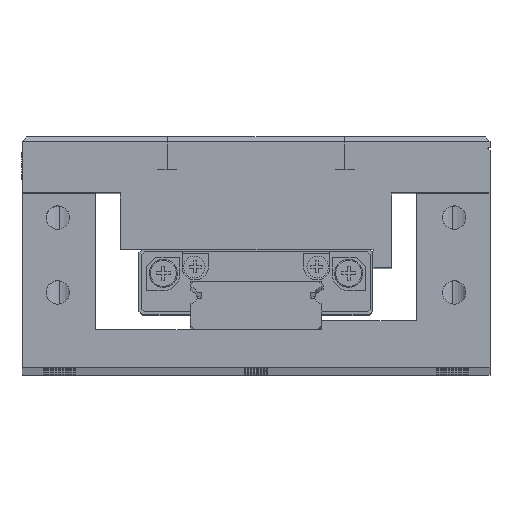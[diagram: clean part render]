
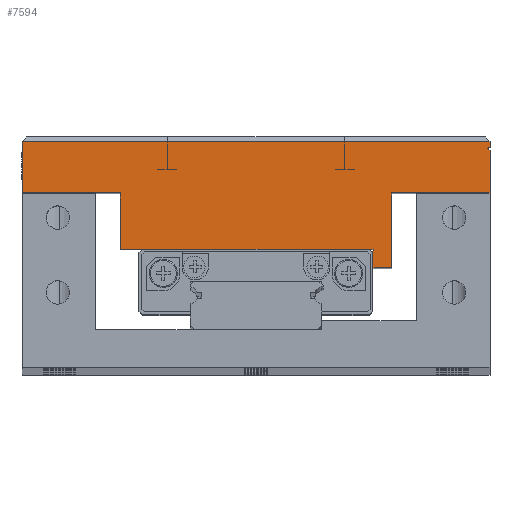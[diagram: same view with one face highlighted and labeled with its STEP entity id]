
A CAD part, top view. The second image highlights one B-rep face of the part: STEP entity #7594.
In plain terms, the highlighted face is planar.
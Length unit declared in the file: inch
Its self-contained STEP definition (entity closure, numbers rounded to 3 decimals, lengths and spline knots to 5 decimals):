
#146 = VECTOR ( 'NONE', #21161, 39.37008 ) ;
#276 = EDGE_CURVE ( 'NONE', #27020, #7958, #27870, .T. ) ;
#613 = CARTESIAN_POINT ( 'NONE',  ( -0.97441, 0.93504, -1.01083 ) ) ;
#1042 = ORIENTED_EDGE ( 'NONE', *, *, #23356, .T. ) ;
#1222 = CARTESIAN_POINT ( 'NONE',  ( -1.24016, 0.51181, -1.01083 ) ) ;
#1646 = CARTESIAN_POINT ( 'NONE',  ( 0.98425, 0.01969, -1.01083 ) ) ;
#1850 = EDGE_CURVE ( 'NONE', #10894, #19146, #14653, .T. ) ;
#2106 = VECTOR ( 'NONE', #31885, 39.37008 ) ;
#2844 = DIRECTION ( 'NONE',  ( -1., 0., 0. ) ) ;
#3185 = CARTESIAN_POINT ( 'NONE',  ( 0.57087, 0.74803, -1.01083 ) ) ;
#3193 = LINE ( 'NONE', #21596, #6250 ) ;
#3246 = ORIENTED_EDGE ( 'NONE', *, *, #17419, .F. ) ;
#3662 = CARTESIAN_POINT ( 'NONE',  ( -0.98425, 0.98425, -1.01083 ) ) ;
#4048 = CARTESIAN_POINT ( 'NONE',  ( -0.57087, 0.74803, -1.01083 ) ) ;
#4064 = DIRECTION ( 'NONE',  ( 0.707, 0.707, 0. ) ) ;
#4406 = VERTEX_POINT ( 'NONE', #17477 ) ;
#5552 = EDGE_LOOP ( 'NONE', ( #7016, #17264, #21249, #11554, #25065, #8312, #33325, #5634, #1042, #23343, #24798, #20567, #31279, #3246, #14903, #17696 ) ) ;
#5634 = ORIENTED_EDGE ( 'NONE', *, *, #33488, .T. ) ;
#6209 = DIRECTION ( 'NONE',  ( 0., -1., 0. ) ) ;
#6250 = VECTOR ( 'NONE', #2844, 39.37008 ) ;
#6353 = EDGE_CURVE ( 'NONE', #27020, #4406, #20394, .T. ) ;
#6502 = VECTOR ( 'NONE', #32019, 39.37008 ) ;
#6611 = VERTEX_POINT ( 'NONE', #24188 ) ;
#6849 = LINE ( 'NONE', #9629, #33974 ) ;
#7016 = ORIENTED_EDGE ( 'NONE', *, *, #16799, .T. ) ;
#7522 = CARTESIAN_POINT ( 'NONE',  ( -1.24016, 0.98425, -1.01083 ) ) ;
#7590 = LINE ( 'NONE', #33823, #19298 ) ;
#7594 = ADVANCED_FACE ( 'NONE', ( #17795 ), #12066, .T. ) ;
#7680 = EDGE_CURVE ( 'NONE', #9443, #20837, #6849, .T. ) ;
#7709 = DIRECTION ( 'NONE',  ( 0., 1., 0. ) ) ;
#7958 = VERTEX_POINT ( 'NONE', #3185 ) ;
#8312 = ORIENTED_EDGE ( 'NONE', *, *, #16050, .T. ) ;
#9321 = AXIS2_PLACEMENT_3D ( 'NONE', #7522, #25757, #28539 ) ;
#9443 = VERTEX_POINT ( 'NONE', #11419 ) ;
#9565 = VECTOR ( 'NONE', #32253, 39.37008 ) ;
#9629 = CARTESIAN_POINT ( 'NONE',  ( -0.98425, 0.01969, -1.01083 ) ) ;
#9967 = DIRECTION ( 'NONE',  ( 0., 1., 0. ) ) ;
#10213 = DIRECTION ( 'NONE',  ( -1., 0., 0. ) ) ;
#10558 = VECTOR ( 'NONE', #30641, 39.37008 ) ;
#10570 = VERTEX_POINT ( 'NONE', #20323 ) ;
#10757 = CARTESIAN_POINT ( 'NONE',  ( -0.47638, 0.51181, -1.01083 ) ) ;
#10894 = VERTEX_POINT ( 'NONE', #12459 ) ;
#11347 = VERTEX_POINT ( 'NONE', #20053 ) ;
#11419 = CARTESIAN_POINT ( 'NONE',  ( -0.98425, 0.94488, -1.01083 ) ) ;
#11554 = ORIENTED_EDGE ( 'NONE', *, *, #6353, .F. ) ;
#11783 = VERTEX_POINT ( 'NONE', #4048 ) ;
#12066 = PLANE ( 'NONE',  #9321 ) ;
#12459 = CARTESIAN_POINT ( 'NONE',  ( -0.98425, 0.9252, -1.01083 ) ) ;
#12501 = CARTESIAN_POINT ( 'NONE',  ( -0.57087, 0.43307, -1.01083 ) ) ;
#12787 = CARTESIAN_POINT ( 'NONE',  ( -0.98425, 0.96457, -1.01083 ) ) ;
#13188 = CARTESIAN_POINT ( 'NONE',  ( -1.24016, 0.51181, -1.01083 ) ) ;
#13261 = CARTESIAN_POINT ( 'NONE',  ( -0.49213, 0.51181, -1.01083 ) ) ;
#13319 = DIRECTION ( 'NONE',  ( 1., 0., 0. ) ) ;
#13439 = LINE ( 'NONE', #19347, #6502 ) ;
#13482 = VERTEX_POINT ( 'NONE', #33552 ) ;
#13831 = CARTESIAN_POINT ( 'NONE',  ( -1.24016, 0.96457, -1.01083 ) ) ;
#14026 = VERTEX_POINT ( 'NONE', #12501 ) ;
#14130 = EDGE_CURVE ( 'NONE', #6611, #10570, #26875, .T. ) ;
#14308 = EDGE_CURVE ( 'NONE', #11347, #13482, #22359, .T. ) ;
#14392 = LINE ( 'NONE', #14558, #29199 ) ;
#14558 = CARTESIAN_POINT ( 'NONE',  ( 0.57087, 0.98425, -1.01083 ) ) ;
#14653 = LINE ( 'NONE', #19690, #21214 ) ;
#14903 = ORIENTED_EDGE ( 'NONE', *, *, #23067, .T. ) ;
#16050 = EDGE_CURVE ( 'NONE', #7958, #6611, #14392, .T. ) ;
#16799 = EDGE_CURVE ( 'NONE', #19146, #9443, #13439, .T. ) ;
#17264 = ORIENTED_EDGE ( 'NONE', *, *, #7680, .T. ) ;
#17290 = CARTESIAN_POINT ( 'NONE',  ( -1.24016, 0.74803, -1.01083 ) ) ;
#17328 = CARTESIAN_POINT ( 'NONE',  ( -0.49213, 0.49606, -1.01083 ) ) ;
#17419 = EDGE_CURVE ( 'NONE', #22275, #11783, #7590, .T. ) ;
#17452 = DIRECTION ( 'NONE',  ( 0., 1., 0. ) ) ;
#17477 = CARTESIAN_POINT ( 'NONE',  ( 0.98425, 0.96457, -1.01083 ) ) ;
#17696 = ORIENTED_EDGE ( 'NONE', *, *, #1850, .T. ) ;
#17768 = EDGE_CURVE ( 'NONE', #11347, #21435, #22337, .T. ) ;
#17795 = FACE_OUTER_BOUND ( 'NONE', #5552, .T. ) ;
#19146 = VERTEX_POINT ( 'NONE', #613 ) ;
#19298 = VECTOR ( 'NONE', #13319, 39.37008 ) ;
#19347 = CARTESIAN_POINT ( 'NONE',  ( -0.97441, 0.93504, -1.01083 ) ) ;
#19630 = DIRECTION ( 'NONE',  ( 0., 1., 0. ) ) ;
#19690 = CARTESIAN_POINT ( 'NONE',  ( -0.98425, 0.9252, -1.01083 ) ) ;
#19736 = CARTESIAN_POINT ( 'NONE',  ( -0.49213, 0.01969, -1.01083 ) ) ;
#20053 = CARTESIAN_POINT ( 'NONE',  ( -0.49213, 0.49606, -1.01083 ) ) ;
#20323 = CARTESIAN_POINT ( 'NONE',  ( 0.47638, 0.51181, -1.01083 ) ) ;
#20373 = VECTOR ( 'NONE', #27887, 39.37008 ) ;
#20394 = LINE ( 'NONE', #1646, #33032 ) ;
#20567 = ORIENTED_EDGE ( 'NONE', *, *, #26287, .T. ) ;
#20837 = VERTEX_POINT ( 'NONE', #12787 ) ;
#21161 = DIRECTION ( 'NONE',  ( -1., 0., 0. ) ) ;
#21214 = VECTOR ( 'NONE', #4064, 39.37008 ) ;
#21249 = ORIENTED_EDGE ( 'NONE', *, *, #30958, .T. ) ;
#21435 = VERTEX_POINT ( 'NONE', #13261 ) ;
#21596 = CARTESIAN_POINT ( 'NONE',  ( -1.24016, 0.43307, -1.01083 ) ) ;
#22275 = VERTEX_POINT ( 'NONE', #29795 ) ;
#22337 = LINE ( 'NONE', #19736, #20373 ) ;
#22359 = LINE ( 'NONE', #17328, #28933 ) ;
#23067 = EDGE_CURVE ( 'NONE', #22275, #10894, #30396, .T. ) ;
#23181 = CARTESIAN_POINT ( 'NONE',  ( -0.57087, 0.98425, -1.01083 ) ) ;
#23343 = ORIENTED_EDGE ( 'NONE', *, *, #17768, .F. ) ;
#23356 = EDGE_CURVE ( 'NONE', #30569, #21435, #34363, .T. ) ;
#23912 = LINE ( 'NONE', #13831, #2106 ) ;
#24188 = CARTESIAN_POINT ( 'NONE',  ( 0.57087, 0.51181, -1.01083 ) ) ;
#24798 = ORIENTED_EDGE ( 'NONE', *, *, #14308, .T. ) ;
#24980 = DIRECTION ( 'NONE',  ( 0., -1., 0. ) ) ;
#24995 = LINE ( 'NONE', #1222, #27221 ) ;
#25065 = ORIENTED_EDGE ( 'NONE', *, *, #276, .T. ) ;
#25757 = DIRECTION ( 'NONE',  ( 0., 0., -1. ) ) ;
#26287 = EDGE_CURVE ( 'NONE', #13482, #14026, #3193, .T. ) ;
#26356 = VECTOR ( 'NONE', #19630, 39.37008 ) ;
#26875 = LINE ( 'NONE', #31733, #9565 ) ;
#27020 = VERTEX_POINT ( 'NONE', #34321 ) ;
#27221 = VECTOR ( 'NONE', #10213, 39.37008 ) ;
#27387 = EDGE_CURVE ( 'NONE', #14026, #11783, #31492, .T. ) ;
#27870 = LINE ( 'NONE', #17290, #10558 ) ;
#27887 = DIRECTION ( 'NONE',  ( 0., 1., 0. ) ) ;
#28539 = DIRECTION ( 'NONE',  ( -1., 0., 0. ) ) ;
#28933 = VECTOR ( 'NONE', #6209, 39.37008 ) ;
#29199 = VECTOR ( 'NONE', #24980, 39.37008 ) ;
#29625 = VECTOR ( 'NONE', #7709, 39.37008 ) ;
#29795 = CARTESIAN_POINT ( 'NONE',  ( -0.98425, 0.74803, -1.01083 ) ) ;
#30396 = LINE ( 'NONE', #3662, #26356 ) ;
#30569 = VERTEX_POINT ( 'NONE', #10757 ) ;
#30641 = DIRECTION ( 'NONE',  ( -1., 0., 0. ) ) ;
#30958 = EDGE_CURVE ( 'NONE', #20837, #4406, #23912, .T. ) ;
#31279 = ORIENTED_EDGE ( 'NONE', *, *, #27387, .T. ) ;
#31492 = LINE ( 'NONE', #23181, #29625 ) ;
#31733 = CARTESIAN_POINT ( 'NONE',  ( -1.24016, 0.51181, -1.01083 ) ) ;
#31885 = DIRECTION ( 'NONE',  ( 1., 0., 0. ) ) ;
#32019 = DIRECTION ( 'NONE',  ( -0.707, 0.707, 0. ) ) ;
#32253 = DIRECTION ( 'NONE',  ( -1., 0., 0. ) ) ;
#33032 = VECTOR ( 'NONE', #9967, 39.37008 ) ;
#33325 = ORIENTED_EDGE ( 'NONE', *, *, #14130, .T. ) ;
#33488 = EDGE_CURVE ( 'NONE', #10570, #30569, #24995, .T. ) ;
#33552 = CARTESIAN_POINT ( 'NONE',  ( -0.49213, 0.43307, -1.01083 ) ) ;
#33823 = CARTESIAN_POINT ( 'NONE',  ( -1.24016, 0.74803, -1.01083 ) ) ;
#33974 = VECTOR ( 'NONE', #17452, 39.37008 ) ;
#34321 = CARTESIAN_POINT ( 'NONE',  ( 0.98425, 0.74803, -1.01083 ) ) ;
#34363 = LINE ( 'NONE', #13188, #146 ) ;
